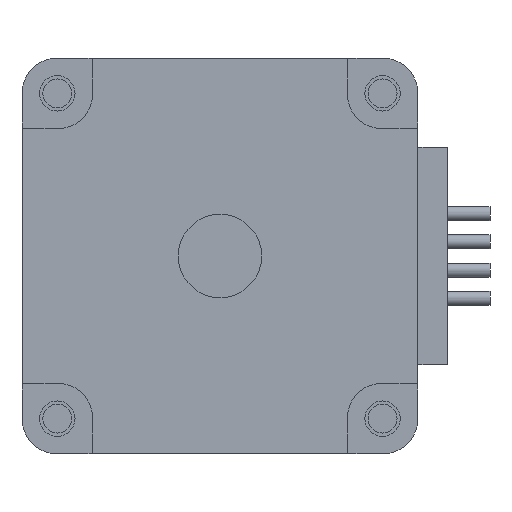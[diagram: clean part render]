
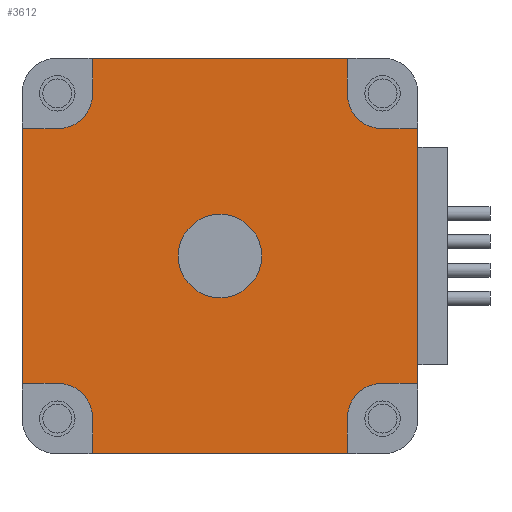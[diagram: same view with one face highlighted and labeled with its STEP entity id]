
A CAD part, front view. The second image highlights one B-rep face of the part: STEP entity #3612.
In plain terms, the highlighted planar face has unit normal (0, -1, 0).
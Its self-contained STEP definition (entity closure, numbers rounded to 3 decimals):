
#2133=CARTESIAN_POINT('',(-8.9,0.,-13.9));
#2134=DIRECTION('',(0.,-1.,0.));
#2135=DIRECTION('',(-1.,0.,0.));
#2136=AXIS2_PLACEMENT_3D('',#2133,#2134,#2135);
#2141=DIRECTION('',(0.,0.,1.));
#2142=VECTOR('',#2141,2.4);
#2143=CARTESIAN_POINT('',(-9.,0.,-13.9));
#2144=LINE('',#2143,#2142);
#2148=DIRECTION('',(1.,0.,0.));
#2149=VECTOR('',#2148,2.4);
#2150=CARTESIAN_POINT('',(-13.9,0.,-9.));
#2151=LINE('',#2150,#2149);
#2155=CARTESIAN_POINT('',(-13.9,0.,-8.9));
#2156=DIRECTION('',(0.,-1.,0.));
#2157=DIRECTION('',(-1.,0.,0.));
#2158=AXIS2_PLACEMENT_3D('',#2155,#2156,#2157);
#2163=DIRECTION('',(0.,0.,1.));
#2164=VECTOR('',#2163,17.8);
#2165=CARTESIAN_POINT('',(-14.,0.,-8.9));
#2166=LINE('',#2165,#2164);
#2170=CARTESIAN_POINT('',(-13.9,0.,8.9));
#2171=DIRECTION('',(0.,-1.,0.));
#2172=DIRECTION('',(0.,0.,1.));
#2173=AXIS2_PLACEMENT_3D('',#2170,#2171,#2172);
#2178=DIRECTION('',(1.,0.,0.));
#2179=VECTOR('',#2178,2.4);
#2180=CARTESIAN_POINT('',(-13.9,0.,9.));
#2181=LINE('',#2180,#2179);
#2185=DIRECTION('',(0.,0.,-1.));
#2186=VECTOR('',#2185,2.4);
#2187=CARTESIAN_POINT('',(-9.,0.,13.9));
#2188=LINE('',#2187,#2186);
#2192=CARTESIAN_POINT('',(-8.9,0.,13.9));
#2193=DIRECTION('',(0.,-1.,0.));
#2194=DIRECTION('',(0.,0.,1.));
#2195=AXIS2_PLACEMENT_3D('',#2192,#2193,#2194);
#2200=DIRECTION('',(1.,0.,0.));
#2201=VECTOR('',#2200,17.8);
#2202=CARTESIAN_POINT('',(-8.9,0.,14.));
#2203=LINE('',#2202,#2201);
#2207=CARTESIAN_POINT('',(8.9,0.,13.9));
#2208=DIRECTION('',(0.,-1.,0.));
#2209=DIRECTION('',(1.,0.,0.));
#2210=AXIS2_PLACEMENT_3D('',#2207,#2208,#2209);
#2215=DIRECTION('',(0.,0.,-1.));
#2216=VECTOR('',#2215,2.4);
#2217=CARTESIAN_POINT('',(9.,0.,13.9));
#2218=LINE('',#2217,#2216);
#2222=DIRECTION('',(-1.,0.,0.));
#2223=VECTOR('',#2222,2.4);
#2224=CARTESIAN_POINT('',(13.9,0.,9.));
#2225=LINE('',#2224,#2223);
#2229=CARTESIAN_POINT('',(13.9,0.,8.9));
#2230=DIRECTION('',(0.,-1.,0.));
#2231=DIRECTION('',(1.,0.,0.));
#2232=AXIS2_PLACEMENT_3D('',#2229,#2230,#2231);
#2237=DIRECTION('',(0.,0.,-1.));
#2238=VECTOR('',#2237,17.8);
#2239=CARTESIAN_POINT('',(14.,0.,8.9));
#2240=LINE('',#2239,#2238);
#2244=CARTESIAN_POINT('',(13.9,0.,-8.9));
#2245=DIRECTION('',(0.,-1.,0.));
#2246=DIRECTION('',(0.,0.,-1.));
#2247=AXIS2_PLACEMENT_3D('',#2244,#2245,#2246);
#2252=DIRECTION('',(-1.,0.,0.));
#2253=VECTOR('',#2252,2.4);
#2254=CARTESIAN_POINT('',(13.9,0.,-9.));
#2255=LINE('',#2254,#2253);
#2259=DIRECTION('',(0.,0.,1.));
#2260=VECTOR('',#2259,2.4);
#2261=CARTESIAN_POINT('',(9.,0.,-13.9));
#2262=LINE('',#2261,#2260);
#2266=CARTESIAN_POINT('',(8.9,0.,-13.9));
#2267=DIRECTION('',(0.,-1.,0.));
#2268=DIRECTION('',(0.,0.,-1.));
#2269=AXIS2_PLACEMENT_3D('',#2266,#2267,#2268);
#2274=DIRECTION('',(-1.,0.,0.));
#2275=VECTOR('',#2274,17.8);
#2276=CARTESIAN_POINT('',(8.9,0.,-14.));
#2277=LINE('',#2276,#2275);
#2281=CARTESIAN_POINT('',(0.,0.,0.));
#2282=DIRECTION('',(0.,1.,0.));
#2283=DIRECTION('',(-1.,0.,0.));
#2284=AXIS2_PLACEMENT_3D('',#2281,#2282,#2283);
#2289=CARTESIAN_POINT('',(0.,0.,0.));
#2290=DIRECTION('',(0.,1.,0.));
#2291=DIRECTION('',(1.,0.,0.));
#2292=AXIS2_PLACEMENT_3D('',#2289,#2290,#2291);
#2421=CARTESIAN_POINT('',(-11.5,0.,-11.5));
#2422=DIRECTION('',(0.,1.,0.));
#2423=DIRECTION('',(0.,0.,1.));
#2424=AXIS2_PLACEMENT_3D('',#2421,#2422,#2423);
#2895=CARTESIAN_POINT('',(-11.5,0.,11.5));
#2896=DIRECTION('',(0.,1.,0.));
#2897=DIRECTION('',(1.,0.,0.));
#2898=AXIS2_PLACEMENT_3D('',#2895,#2896,#2897);
#3007=CARTESIAN_POINT('',(11.5,0.,11.5));
#3008=DIRECTION('',(0.,1.,0.));
#3009=DIRECTION('',(0.,0.,-1.));
#3010=AXIS2_PLACEMENT_3D('',#3007,#3008,#3009);
#3313=CARTESIAN_POINT('',(11.5,0.,-11.5));
#3314=DIRECTION('',(0.,1.,0.));
#3315=DIRECTION('',(-1.,0.,0.));
#3316=AXIS2_PLACEMENT_3D('',#3313,#3314,#3315);
#3359=CARTESIAN_POINT('',(11.5,0.,9.));
#3360=VERTEX_POINT('',#3359);
#3361=CARTESIAN_POINT('',(9.,0.,11.5));
#3362=VERTEX_POINT('',#3361);
#3363=CARTESIAN_POINT('',(14.,0.,8.9));
#3364=CARTESIAN_POINT('',(13.9,0.,9.));
#3365=VERTEX_POINT('',#3363);
#3366=VERTEX_POINT('',#3364);
#3371=CARTESIAN_POINT('',(9.,0.,13.9));
#3373=VERTEX_POINT('',#3371);
#3375=CARTESIAN_POINT('',(8.9,0.,14.));
#3376=VERTEX_POINT('',#3375);
#3384=CARTESIAN_POINT('',(-11.5,0.,9.));
#3386=VERTEX_POINT('',#3384);
#3389=CARTESIAN_POINT('',(-9.,0.,11.5));
#3390=VERTEX_POINT('',#3389);
#3391=CARTESIAN_POINT('',(-13.9,0.,9.));
#3393=VERTEX_POINT('',#3391);
#3395=CARTESIAN_POINT('',(-14.,0.,8.9));
#3396=VERTEX_POINT('',#3395);
#3399=CARTESIAN_POINT('',(-8.9,0.,14.));
#3400=CARTESIAN_POINT('',(-9.,0.,13.9));
#3401=VERTEX_POINT('',#3399);
#3402=VERTEX_POINT('',#3400);
#3415=CARTESIAN_POINT('',(-11.5,0.,-9.));
#3416=CARTESIAN_POINT('',(-9.,0.,-11.5));
#3417=VERTEX_POINT('',#3415);
#3418=VERTEX_POINT('',#3416);
#3424=CARTESIAN_POINT('',(11.5,0.,-9.));
#3426=VERTEX_POINT('',#3424);
#3429=CARTESIAN_POINT('',(9.,0.,-11.5));
#3430=VERTEX_POINT('',#3429);
#3431=CARTESIAN_POINT('',(8.9,0.,-14.));
#3432=CARTESIAN_POINT('',(9.,0.,-13.9));
#3433=VERTEX_POINT('',#3431);
#3434=VERTEX_POINT('',#3432);
#3435=CARTESIAN_POINT('',(13.9,0.,-9.));
#3436=VERTEX_POINT('',#3435);
#3437=CARTESIAN_POINT('',(14.,0.,-8.9));
#3438=VERTEX_POINT('',#3437);
#3447=CARTESIAN_POINT('',(-9.,0.,-13.9));
#3449=VERTEX_POINT('',#3447);
#3451=CARTESIAN_POINT('',(-8.9,0.,-14.));
#3452=VERTEX_POINT('',#3451);
#3455=CARTESIAN_POINT('',(-14.,0.,-8.9));
#3456=CARTESIAN_POINT('',(-13.9,0.,-9.));
#3457=VERTEX_POINT('',#3455);
#3458=VERTEX_POINT('',#3456);
#3495=CARTESIAN_POINT('',(-2.95,0.,0.));
#3496=CARTESIAN_POINT('',(2.95,0.,0.));
#3497=VERTEX_POINT('',#3495);
#3498=VERTEX_POINT('',#3496);
#3551=CARTESIAN_POINT('',(0.,0.,0.));
#3552=DIRECTION('',(0.,1.,0.));
#3553=DIRECTION('',(1.,0.,0.));
#3554=AXIS2_PLACEMENT_3D('',#3551,#3552,#3553);
#3555=PLANE('',#3554);
#3557=ORIENTED_EDGE('',*,*,#3556,.F.);
#3559=ORIENTED_EDGE('',*,*,#3558,.T.);
#3561=ORIENTED_EDGE('',*,*,#3560,.F.);
#3563=ORIENTED_EDGE('',*,*,#3562,.F.);
#3565=ORIENTED_EDGE('',*,*,#3564,.F.);
#3567=ORIENTED_EDGE('',*,*,#3566,.T.);
#3569=ORIENTED_EDGE('',*,*,#3568,.F.);
#3571=ORIENTED_EDGE('',*,*,#3570,.T.);
#3573=ORIENTED_EDGE('',*,*,#3572,.F.);
#3575=ORIENTED_EDGE('',*,*,#3574,.F.);
#3577=ORIENTED_EDGE('',*,*,#3576,.F.);
#3579=ORIENTED_EDGE('',*,*,#3578,.T.);
#3581=ORIENTED_EDGE('',*,*,#3580,.F.);
#3583=ORIENTED_EDGE('',*,*,#3582,.T.);
#3585=ORIENTED_EDGE('',*,*,#3584,.F.);
#3587=ORIENTED_EDGE('',*,*,#3586,.F.);
#3589=ORIENTED_EDGE('',*,*,#3588,.F.);
#3591=ORIENTED_EDGE('',*,*,#3590,.T.);
#3593=ORIENTED_EDGE('',*,*,#3592,.F.);
#3595=ORIENTED_EDGE('',*,*,#3594,.T.);
#3597=ORIENTED_EDGE('',*,*,#3596,.F.);
#3599=ORIENTED_EDGE('',*,*,#3598,.F.);
#3601=ORIENTED_EDGE('',*,*,#3600,.F.);
#3603=ORIENTED_EDGE('',*,*,#3602,.T.);
#3604=EDGE_LOOP('',(#3557,#3559,#3561,#3563,#3565,#3567,#3569,#3571,#3573,#3575,
#3577,#3579,#3581,#3583,#3585,#3587,#3589,#3591,#3593,#3595,#3597,#3599,#3601,
#3603));
#3605=FACE_OUTER_BOUND('',#3604,.F.);
#3607=ORIENTED_EDGE('',*,*,#3606,.F.);
#3609=ORIENTED_EDGE('',*,*,#3608,.F.);
#3610=EDGE_LOOP('',(#3607,#3609));
#3611=FACE_BOUND('',#3610,.F.);
#3612=ADVANCED_FACE('',(#3605,#3611),#3555,.F.);
#2137=CIRCLE('',#2136,0.1);
#2159=CIRCLE('',#2158,0.1);
#2174=CIRCLE('',#2173,0.1);
#2196=CIRCLE('',#2195,0.1);
#2211=CIRCLE('',#2210,0.1);
#2233=CIRCLE('',#2232,0.1);
#2248=CIRCLE('',#2247,0.1);
#2270=CIRCLE('',#2269,0.1);
#2285=CIRCLE('',#2284,2.95);
#2293=CIRCLE('',#2292,2.95);
#2425=CIRCLE('',#2424,2.5);
#2899=CIRCLE('',#2898,2.5);
#3011=CIRCLE('',#3010,2.5);
#3317=CIRCLE('',#3316,2.5);
#3556=EDGE_CURVE('',#3449,#3452,#2137,.T.);
#3558=EDGE_CURVE('',#3449,#3418,#2144,.T.);
#3560=EDGE_CURVE('',#3417,#3418,#2425,.T.);
#3562=EDGE_CURVE('',#3458,#3417,#2151,.T.);
#3564=EDGE_CURVE('',#3457,#3458,#2159,.T.);
#3566=EDGE_CURVE('',#3457,#3396,#2166,.T.);
#3568=EDGE_CURVE('',#3393,#3396,#2174,.T.);
#3570=EDGE_CURVE('',#3393,#3386,#2181,.T.);
#3572=EDGE_CURVE('',#3390,#3386,#2899,.T.);
#3574=EDGE_CURVE('',#3402,#3390,#2188,.T.);
#3576=EDGE_CURVE('',#3401,#3402,#2196,.T.);
#3578=EDGE_CURVE('',#3401,#3376,#2203,.T.);
#3580=EDGE_CURVE('',#3373,#3376,#2211,.T.);
#3582=EDGE_CURVE('',#3373,#3362,#2218,.T.);
#3584=EDGE_CURVE('',#3360,#3362,#3011,.T.);
#3586=EDGE_CURVE('',#3366,#3360,#2225,.T.);
#3588=EDGE_CURVE('',#3365,#3366,#2233,.T.);
#3590=EDGE_CURVE('',#3365,#3438,#2240,.T.);
#3592=EDGE_CURVE('',#3436,#3438,#2248,.T.);
#3594=EDGE_CURVE('',#3436,#3426,#2255,.T.);
#3596=EDGE_CURVE('',#3430,#3426,#3317,.T.);
#3598=EDGE_CURVE('',#3434,#3430,#2262,.T.);
#3600=EDGE_CURVE('',#3433,#3434,#2270,.T.);
#3602=EDGE_CURVE('',#3433,#3452,#2277,.T.);
#3606=EDGE_CURVE('',#3497,#3498,#2285,.T.);
#3608=EDGE_CURVE('',#3498,#3497,#2293,.T.);
